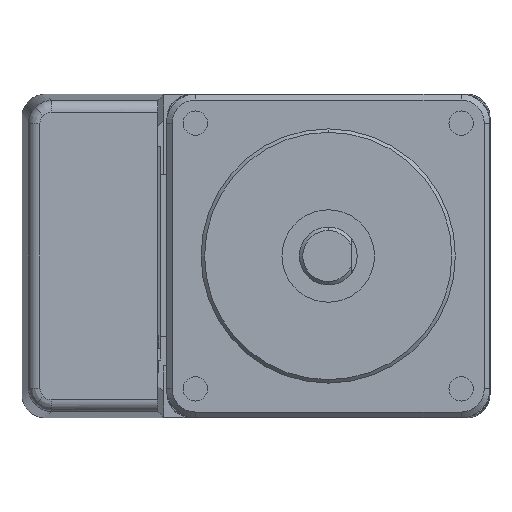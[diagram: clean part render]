
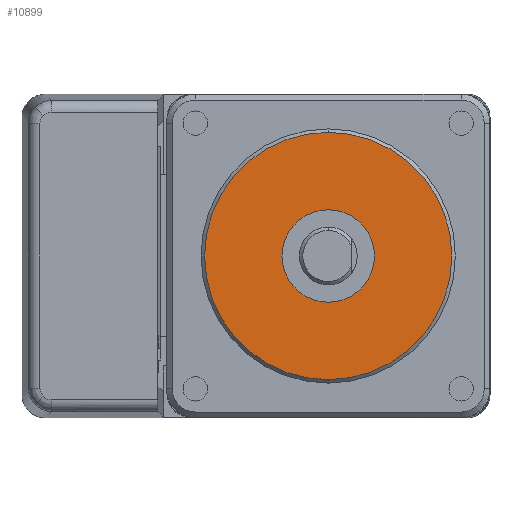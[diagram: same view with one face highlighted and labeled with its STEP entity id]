
A CAD part, left-side view. The second image highlights one B-rep face of the part: STEP entity #10899.
In plain terms, the highlighted face is planar.
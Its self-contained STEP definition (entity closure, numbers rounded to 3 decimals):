
#1038 = CARTESIAN_POINT ( 'NONE',  ( 9.751, 21.349, 47. ) ) ;
#2360 = AXIS2_PLACEMENT_3D ( 'NONE', #1038, #20608, #3888 ) ;
#3067 = VERTEX_POINT ( 'NONE', #15709 ) ;
#3888 = DIRECTION ( 'NONE',  ( 1., 0., 0. ) ) ;
#4559 = CARTESIAN_POINT ( 'NONE',  ( 0., 0., 47. ) ) ;
#5495 = CARTESIAN_POINT ( 'NONE',  ( 9.751, 21.349, 47. ) ) ;
#6410 = EDGE_LOOP ( 'NONE', ( #27987, #24454 ) ) ;
#6624 = AXIS2_PLACEMENT_3D ( 'NONE', #5495, #25090, #8329 ) ;
#8329 = DIRECTION ( 'NONE',  ( 1., 0., 0. ) ) ;
#9126 = ORIENTED_EDGE ( 'NONE', *, *, #16286, .T. ) ;
#10186 = DIRECTION ( 'NONE',  ( 0., 0., 1. ) ) ;
#10899 = ADVANCED_FACE ( 'NONE', ( #32054, #23762 ), #21040, .T. ) ;
#12106 = CARTESIAN_POINT ( 'NONE',  ( 5.751, 21.349, 47. ) ) ;
#12303 = VERTEX_POINT ( 'NONE', #12106 ) ;
#13357 = EDGE_CURVE ( 'NONE', #3067, #13678, #22108, .T. ) ;
#13678 = VERTEX_POINT ( 'NONE', #36065 ) ;
#14272 = AXIS2_PLACEMENT_3D ( 'NONE', #32662, #15905, #35444 ) ;
#15249 = CARTESIAN_POINT ( 'NONE',  ( 9.751, 21.349, 47. ) ) ;
#15709 = CARTESIAN_POINT ( 'NONE',  ( 20.451, 21.349, 47. ) ) ;
#15905 = DIRECTION ( 'NONE',  ( 0., 0., 1. ) ) ;
#16286 = EDGE_CURVE ( 'NONE', #29474, #12303, #33681, .T. ) ;
#16589 = EDGE_CURVE ( 'NONE', #12303, #29474, #16614, .T. ) ;
#16614 = CIRCLE ( 'NONE', #20898, 4. ) ;
#18092 = DIRECTION ( 'NONE',  ( 1., 0., 0. ) ) ;
#20608 = DIRECTION ( 'NONE',  ( 0., 0., 1. ) ) ;
#20898 = AXIS2_PLACEMENT_3D ( 'NONE', #15249, #34763, #18092 ) ;
#21040 = PLANE ( 'NONE',  #26188 ) ;
#21652 = ORIENTED_EDGE ( 'NONE', *, *, #16589, .T. ) ;
#22108 = CIRCLE ( 'NONE', #2360, 10.7 ) ;
#22262 = EDGE_CURVE ( 'NONE', #13678, #3067, #31282, .T. ) ;
#23762 = FACE_BOUND ( 'NONE', #29706, .T. ) ;
#24454 = ORIENTED_EDGE ( 'NONE', *, *, #13357, .T. ) ;
#25090 = DIRECTION ( 'NONE',  ( 0., 0., -1. ) ) ;
#26188 = AXIS2_PLACEMENT_3D ( 'NONE', #4559, #10186, #29726 ) ;
#27987 = ORIENTED_EDGE ( 'NONE', *, *, #22262, .T. ) ;
#29474 = VERTEX_POINT ( 'NONE', #35314 ) ;
#29706 = EDGE_LOOP ( 'NONE', ( #9126, #21652 ) ) ;
#29726 = DIRECTION ( 'NONE',  ( 1., 0., 0. ) ) ;
#31282 = CIRCLE ( 'NONE', #14272, 10.7 ) ;
#32054 = FACE_OUTER_BOUND ( 'NONE', #6410, .T. ) ;
#32662 = CARTESIAN_POINT ( 'NONE',  ( 9.751, 21.349, 47. ) ) ;
#33681 = CIRCLE ( 'NONE', #6624, 4. ) ;
#34763 = DIRECTION ( 'NONE',  ( 0., 0., -1. ) ) ;
#35314 = CARTESIAN_POINT ( 'NONE',  ( 13.751, 21.349, 47. ) ) ;
#35444 = DIRECTION ( 'NONE',  ( 1., 0., 0. ) ) ;
#36065 = CARTESIAN_POINT ( 'NONE',  ( -0.949, 21.349, 47. ) ) ;
